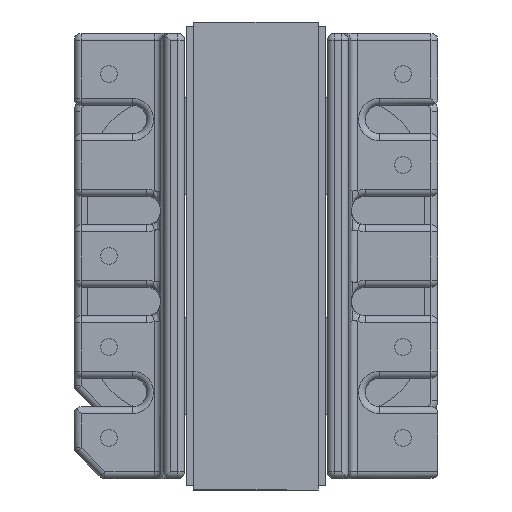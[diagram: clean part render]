
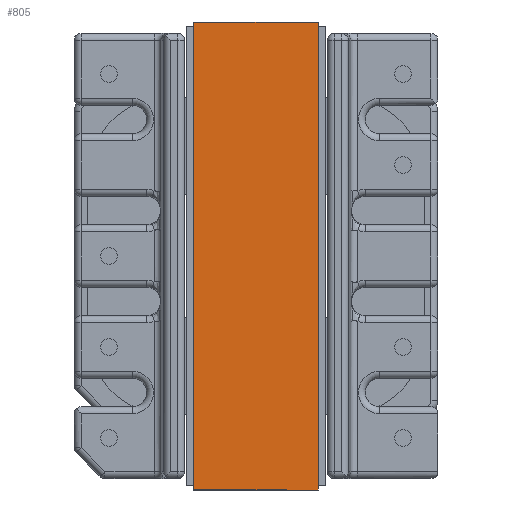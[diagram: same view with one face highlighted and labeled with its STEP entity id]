
A CAD part, front view. The second image highlights one B-rep face of the part: STEP entity #805.
In plain terms, the highlighted face is planar.
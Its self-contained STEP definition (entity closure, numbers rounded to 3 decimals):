
#201 = DIRECTION ( 'NONE',  ( 0., 1., 0. ) ) ;
#242 = CARTESIAN_POINT ( 'NONE',  ( 15.36, 0.16, -4.45 ) ) ;
#623 = LINE ( 'NONE', #7135, #7693 ) ;
#709 = EDGE_CURVE ( 'NONE', #7816, #9361, #5798, .T. ) ;
#805 = ADVANCED_FACE ( 'NONE', ( #815 ), #9540, .T. ) ;
#815 = FACE_OUTER_BOUND ( 'NONE', #1853, .T. ) ;
#1066 = CARTESIAN_POINT ( 'NONE',  ( 15.36, -16.56, -4.45 ) ) ;
#1679 = AXIS2_PLACEMENT_3D ( 'NONE', #242, #3892, #201 ) ;
#1853 = EDGE_LOOP ( 'NONE', ( #11052, #5749, #5287, #8877 ) ) ;
#2431 = EDGE_CURVE ( 'NONE', #9881, #5721, #623, .T. ) ;
#2594 = CARTESIAN_POINT ( 'NONE',  ( 15.36, 0.16, 0. ) ) ;
#2644 = CARTESIAN_POINT ( 'NONE',  ( 15.36, -16.56, 0. ) ) ;
#2691 = LINE ( 'NONE', #8848, #3867 ) ;
#3351 = LINE ( 'NONE', #3551, #4834 ) ;
#3551 = CARTESIAN_POINT ( 'NONE',  ( 15.36, -16.56, -4.45 ) ) ;
#3771 = CARTESIAN_POINT ( 'NONE',  ( 15.36, 0.16, 0. ) ) ;
#3867 = VECTOR ( 'NONE', #4138, 1000. ) ;
#3892 = DIRECTION ( 'NONE',  ( 1., 0., 0. ) ) ;
#4138 = DIRECTION ( 'NONE',  ( 0., 0., 1. ) ) ;
#4313 = EDGE_CURVE ( 'NONE', #9881, #7816, #3351, .T. ) ;
#4834 = VECTOR ( 'NONE', #11948, 1000. ) ;
#5287 = ORIENTED_EDGE ( 'NONE', *, *, #2431, .T. ) ;
#5315 = CARTESIAN_POINT ( 'NONE',  ( 15.36, 0.16, -4.45 ) ) ;
#5721 = VERTEX_POINT ( 'NONE', #5315 ) ;
#5749 = ORIENTED_EDGE ( 'NONE', *, *, #4313, .F. ) ;
#5798 = LINE ( 'NONE', #3771, #10665 ) ;
#5802 = DIRECTION ( 'NONE',  ( 0., 1., 0. ) ) ;
#7135 = CARTESIAN_POINT ( 'NONE',  ( 15.36, 0.16, -4.45 ) ) ;
#7693 = VECTOR ( 'NONE', #5802, 1000. ) ;
#7816 = VERTEX_POINT ( 'NONE', #2644 ) ;
#8848 = CARTESIAN_POINT ( 'NONE',  ( 15.36, 0.16, -4.45 ) ) ;
#8877 = ORIENTED_EDGE ( 'NONE', *, *, #10969, .T. ) ;
#9361 = VERTEX_POINT ( 'NONE', #2594 ) ;
#9540 = PLANE ( 'NONE',  #1679 ) ;
#9881 = VERTEX_POINT ( 'NONE', #1066 ) ;
#10328 = DIRECTION ( 'NONE',  ( 0., 1., 0. ) ) ;
#10665 = VECTOR ( 'NONE', #10328, 1000. ) ;
#10969 = EDGE_CURVE ( 'NONE', #5721, #9361, #2691, .T. ) ;
#11052 = ORIENTED_EDGE ( 'NONE', *, *, #709, .F. ) ;
#11948 = DIRECTION ( 'NONE',  ( 0., 0., 1. ) ) ;
